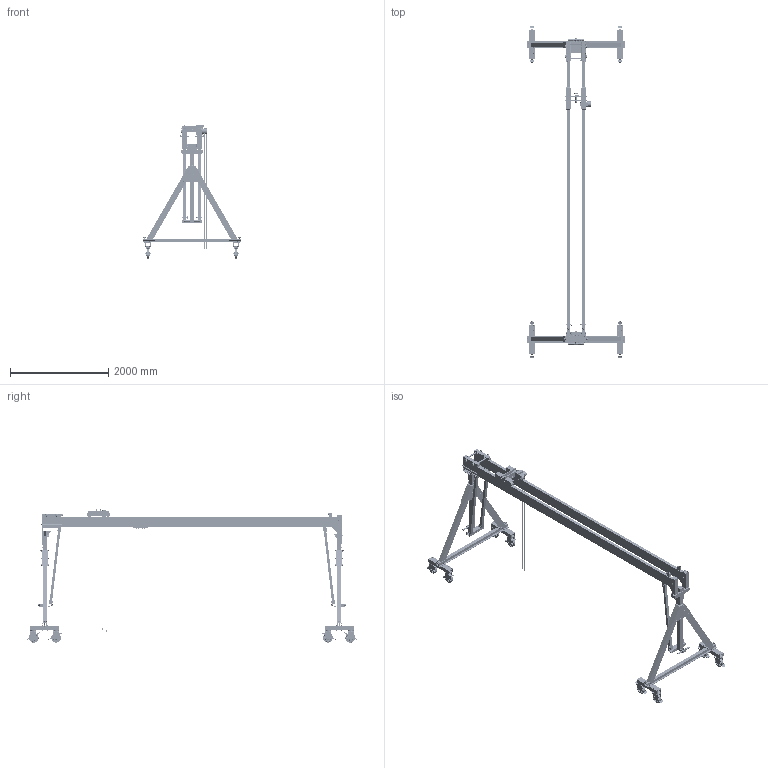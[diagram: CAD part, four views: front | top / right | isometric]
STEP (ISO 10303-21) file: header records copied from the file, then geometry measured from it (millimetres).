
FILE_DESCRIPTION(/* description */ (''),/* implementation_level */ '2;1');
FILE_NAME(/* name */ '14503060-10_Portalkran.stp',/* time_stamp */ '2020-09-14T15:54:24+02:00',/* author */ ('stephan'),/* organization */ (''),/* preprocessor_version */ 'ST-DEVELOPER v17.2',/* originating_system */ 'Autodesk Inventor 2019',/* authorisation */ '');
FILE_SCHEMA (('AUTOMOTIVE_DESIGN { 1 0 10303 214 3 1 1 }'));
Products named in the file (1): 14503060-001_Portalkran_Shrinkwrap_1
Bounding box: 1999.85 x 6751.86 x 2712.94 mm (x, y, z)
Volume: 155888213.8 mm3; surface area: 39531865.6 mm2
Topology: 500 solids, 500 shells, 14016 faces, 35371 edges, 23103 vertices
Faces by surface type: plane 7366, cylinder 2150, bspline 2043, cone 1615, torus 649, sphere 193
Full cylindrical faces by diameter (mm): 2.1 x2, 4.2 x1, 6 x28, 8 x18, 8.9 x5, 9.4 x4, 9.999 x8, 10 x76, 11.34 x2, 11.6 x12, 12 x51, 13 x10, 13.5 x4, 13.6 x2, 13.95 x48, 14 x4, 14.917 x4, 15 x1, 15.24 x6, 15.6 x98, 15.9 x2, 16 x27, 17 x16, 17.4 x46, 18 x35, 18.999 x8, 19 x8, 19.8 x2, 19.9 x4, 20 x70
Entity records: 602916 total; most frequent: CARTESIAN_POINT 268885, ORIENTED_EDGE 70734, DIRECTION 61123, EDGE_CURVE 35367, VERTEX_POINT 23103, AXIS2_PLACEMENT_3D 22776, LINE 15571, VECTOR 15571
